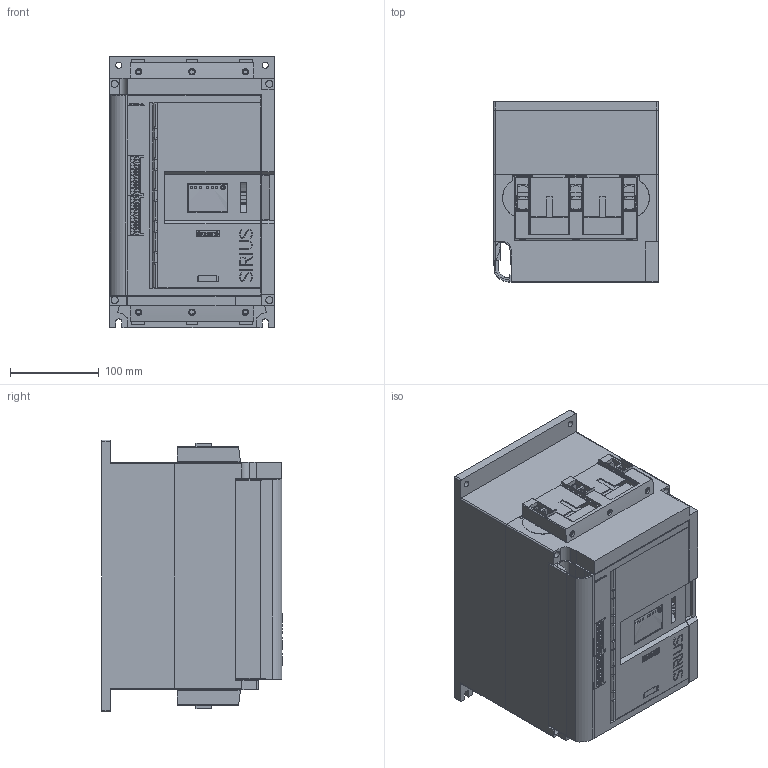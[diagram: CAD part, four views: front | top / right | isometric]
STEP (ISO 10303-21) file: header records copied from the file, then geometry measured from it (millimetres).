
FILE_DESCRIPTION(('no description'),'unknown implementation level');
FILE_NAME('3RW5226-3AC04_3D_v.stp',' ',('SIEMENS A&D'),('CADClick - KiM GmbH - www.kimweb.de'),'unknown preprocess','ACIS','unknown authorization');
FILE_SCHEMA(('automotive_design'));
Length unit declared in the file: millimetre
Products named in the file (1): 1
Bounding box: 185 x 203.5 x 305.6 mm (x, y, z)
Volume: 9254464.5 mm3; surface area: 574708.6 mm2
Topology: 1 solids, 7 shells, 2637 faces, 7472 edges, 4925 vertices
Faces by surface type: plane 1801, cylinder 640, cone 104, torus 74, revolution 12, sphere 6
Entity records: 175016 total; most frequent: CARTESIAN_POINT 22840, STYLED_ITEM 15023, PRESENTATION_STYLE_ASSIGNMENT 15023, COLOUR_RGB 15023, ORIENTED_EDGE 14920, DIRECTION 13837, EDGE_CURVE 7460, CURVE_STYLE 7460
